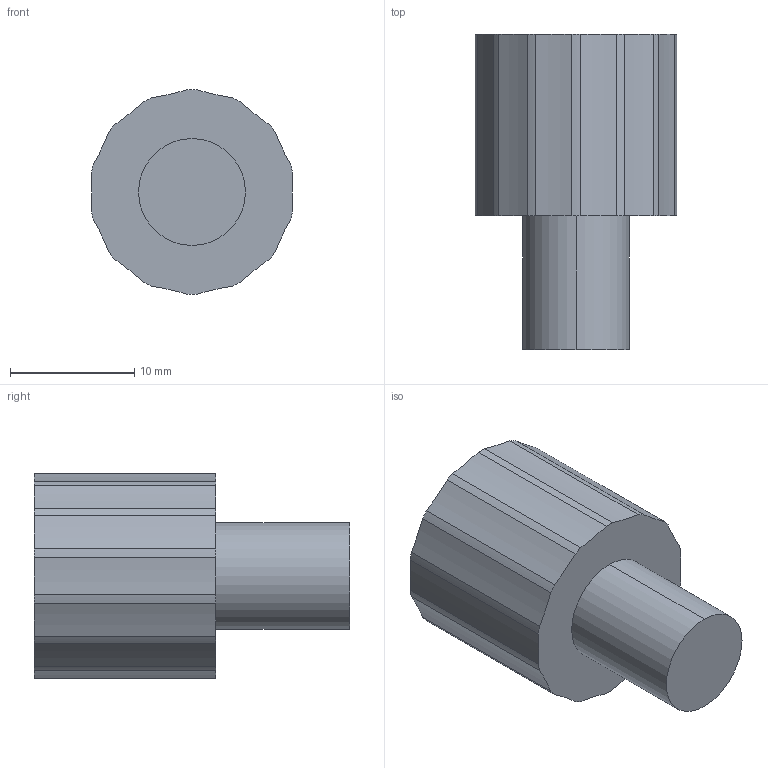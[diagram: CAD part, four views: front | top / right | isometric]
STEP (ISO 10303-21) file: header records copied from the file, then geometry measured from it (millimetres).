
FILE_DESCRIPTION (( 'STEP AP214' ), '1' );
FILE_NAME ('BIF5M.STEP', '2007-11-05T14:23:48', ( ' ' ), ( ' ' ), 'SwSTEP 2.0', 'SolidWorks 2007', '' );
FILE_SCHEMA (( 'AUTOMOTIVE_DESIGN' ));
Length unit declared in the file: inch
Products named in the file (1): BIF5M
Bounding box: 16.24 x 25.4 x 16.51 mm (x, y, z)
Volume: 3083.4 mm3; surface area: 2551 mm2
Topology: 1 solids, 1 shells, 86 faces, 231 edges, 154 vertices
Faces by surface type: cylinder 45, plane 41
Entity records: 3703 total; most frequent: DIRECTION 523, CARTESIAN_POINT 472, ORIENTED_EDGE 462, EDGE_CURVE 231, AXIS2_PLACEMENT_3D 205, VERTEX_POINT 154, CIRCLE 118, VECTOR 113
